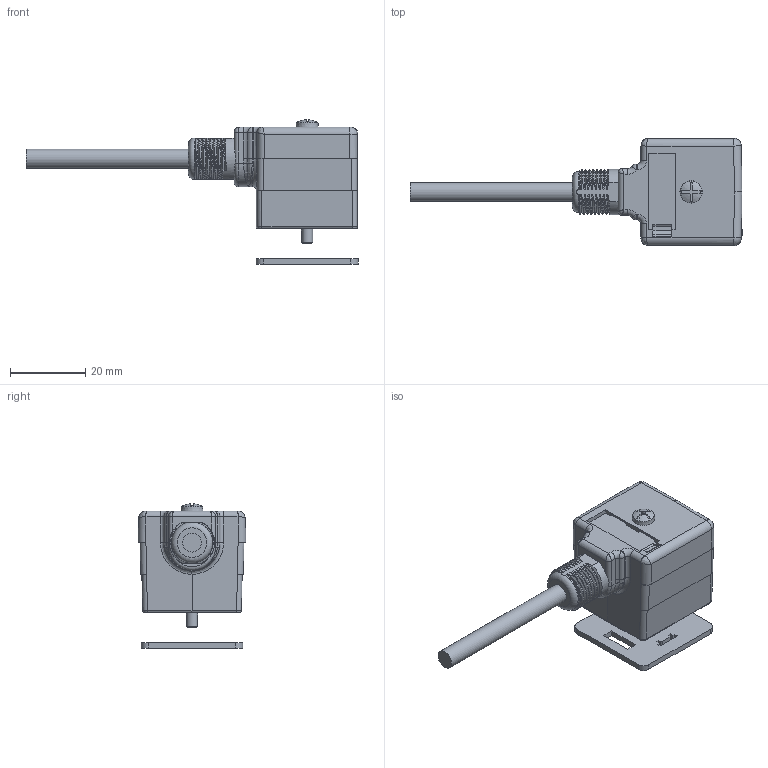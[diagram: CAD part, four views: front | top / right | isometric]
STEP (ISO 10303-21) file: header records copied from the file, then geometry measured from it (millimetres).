
FILE_DESCRIPTION(/* description */ (''),/* implementation_level */ '2;1');
FILE_NAME(/* name */ 'RA-VAG31_8-24_3-m.stp',/* time_stamp */ '2024-09-03T12:54:48+02:00',/* author */ ('ESCHA GmbH & Co. KG'),/* organization */ ('ESCHA GmbH & Co. KG'),/* preprocessor_version */ 'ST-DEVELOPER v19.4',/* originating_system */ 'SIEMENS PLM Software NX2212.8702',/* authorisation */ '');
FILE_SCHEMA (('AP242_MANAGED_MODEL_BASED_3D_ENGINEERING_MIM_LF { 1 0 10303 442 3 1 4 }'));
Length unit declared in the file: millimetre
Products named in the file (1): Aufnahme 20x7 neu
Bounding box: 88.13 x 28.6 x 38.31 mm (x, y, z)
Volume: 23068.5 mm3; surface area: 7465.1 mm2
Topology: 2 solids, 2 shells, 370 faces, 996 edges, 636 vertices
Faces by surface type: plane 160, cylinder 130, bspline 48, extrusion 16, torus 10, sphere 4, cone 2
Full cylindrical faces by diameter (mm): 1.5 x1, 1.7 x1, 3 x1, 5 x1, 10 x1
Entity records: 25168 total; most frequent: CARTESIAN_POINT 16562, ORIENTED_EDGE 1946, DIRECTION 1472, EDGE_CURVE 973, VERTEX_POINT 633, VECTOR 544, LINE 528, AXIS2_PLACEMENT_3D 464
